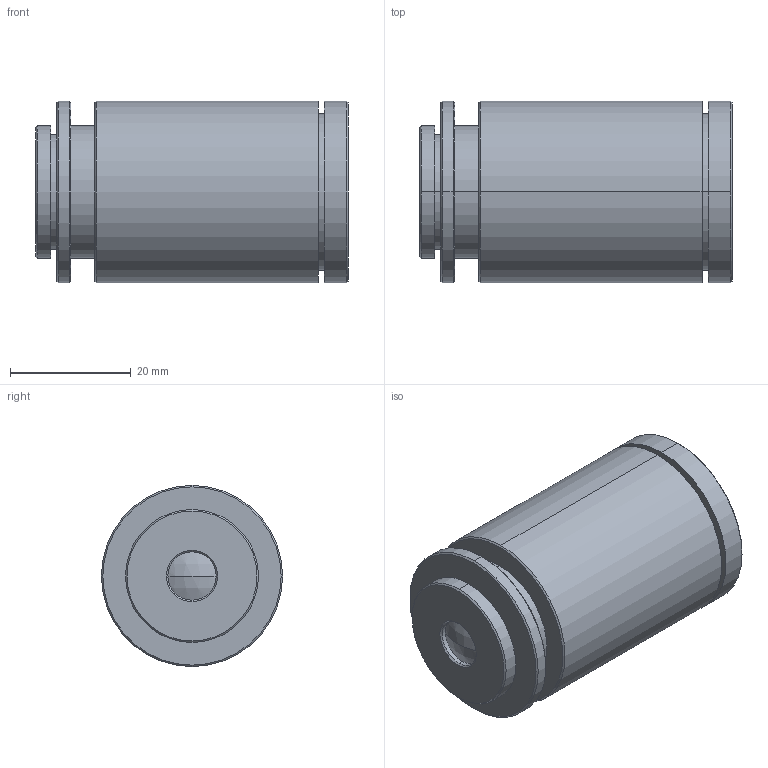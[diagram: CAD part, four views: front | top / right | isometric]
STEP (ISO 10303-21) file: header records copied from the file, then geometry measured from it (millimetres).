
FILE_DESCRIPTION (( 'STEP AP214' ), '1' );
FILE_NAME ('450000.STEP', '2025-10-27T10:10:20', ( '' ), ( '' ), 'SwSTEP 2.0', 'SolidWorks 2020', '' );
FILE_SCHEMA (( 'AUTOMOTIVE_DESIGN' ));
Length unit declared in the file: millimetre
Products named in the file (1): 450000
Bounding box: 51.71 x 30 x 30 mm (x, y, z)
Volume: 26758.2 mm3; surface area: 9692 mm2
Topology: 1 solids, 2 shells, 51 faces, 102 edges, 64 vertices
Faces by surface type: cylinder 22, cone 14, plane 11, sphere 4
Entity records: 1378 total; most frequent: DIRECTION 272, CARTESIAN_POINT 218, ORIENTED_EDGE 204, AXIS2_PLACEMENT_3D 118, EDGE_CURVE 102, CIRCLE 66, VERTEX_POINT 64, EDGE_LOOP 60
